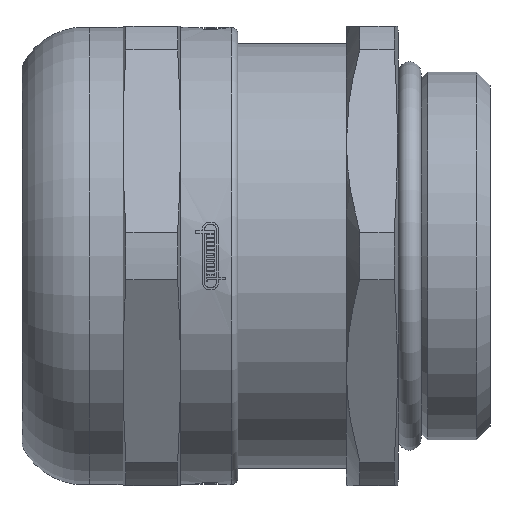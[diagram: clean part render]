
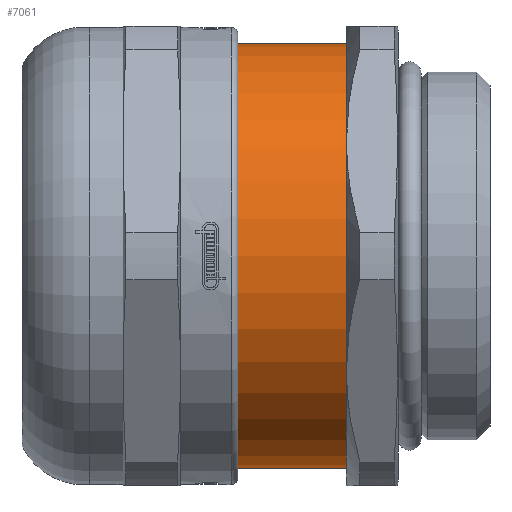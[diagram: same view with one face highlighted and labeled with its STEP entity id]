
A CAD part, front view. The second image highlights one B-rep face of the part: STEP entity #7061.
In plain terms, the highlighted cylindrical face has radius 18.5 mm (diameter 37 mm), a full revolution.
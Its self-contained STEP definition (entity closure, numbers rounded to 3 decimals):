
#1691=FACE_BOUND('',#2193,.T.);
#1765=FACE_OUTER_BOUND('',#2192,.T.);
#2192=EDGE_LOOP('',(#4862));
#2193=EDGE_LOOP('',(#4863));
#2679=CIRCLE('',#7535,18.5);
#2681=CIRCLE('',#7538,18.5);
#3065=VERTEX_POINT('',#10595);
#3067=VERTEX_POINT('',#10600);
#3787=EDGE_CURVE('',#3065,#3065,#2679,.T.);
#3789=EDGE_CURVE('',#3067,#3067,#2681,.T.);
#4862=ORIENTED_EDGE('',*,*,#3789,.F.);
#4863=ORIENTED_EDGE('',*,*,#3787,.T.);
#6987=CYLINDRICAL_SURFACE('',#7537,18.5);
#7061=ADVANCED_FACE('',(#1765,#1691),#6987,.T.);
#7535=AXIS2_PLACEMENT_3D('',#10596,#8366,#8367);
#7537=AXIS2_PLACEMENT_3D('',#10599,#8370,#8371);
#7538=AXIS2_PLACEMENT_3D('',#10601,#8372,#8373);
#8366=DIRECTION('center_axis',(1.,0.,0.));
#8367=DIRECTION('ref_axis',(0.,0.,-1.));
#8370=DIRECTION('center_axis',(1.,0.,0.));
#8371=DIRECTION('ref_axis',(0.,1.,0.));
#8372=DIRECTION('center_axis',(1.,0.,0.));
#8373=DIRECTION('ref_axis',(0.,1.,0.));
#10595=CARTESIAN_POINT('',(-23.061,18.5,0.));
#10596=CARTESIAN_POINT('Origin',(-23.061,0.,0.));
#10599=CARTESIAN_POINT('Origin',(-17.781,0.,0.));
#10600=CARTESIAN_POINT('',(-12.5,18.5,0.));
#10601=CARTESIAN_POINT('Origin',(-12.5,0.,0.));
